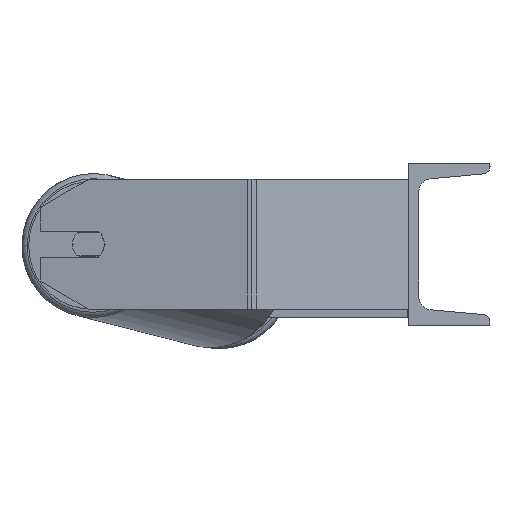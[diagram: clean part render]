
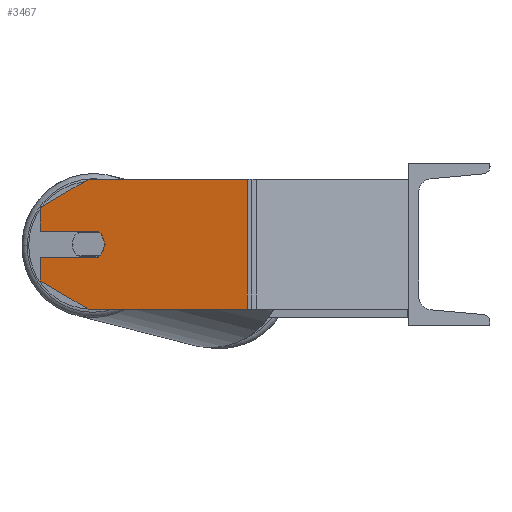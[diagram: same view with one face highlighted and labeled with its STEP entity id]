
A CAD part, left-side view. The second image highlights one B-rep face of the part: STEP entity #3467.
In plain terms, the highlighted planar face has unit normal (-0.985, 0.174, 0).
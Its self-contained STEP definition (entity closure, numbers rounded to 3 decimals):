
#80 = LINE ( 'NONE', #8718, #1076 ) ;
#156 = EDGE_CURVE ( 'NONE', #8810, #3180, #4447, .T. ) ;
#245 = DIRECTION ( 'NONE',  ( 0.174, 0.985, 0. ) ) ;
#333 = AXIS2_PLACEMENT_3D ( 'NONE', #7386, #6684, #374 ) ;
#374 = DIRECTION ( 'NONE',  ( -0.174, -0.985, 0. ) ) ;
#391 = LINE ( 'NONE', #8977, #6412 ) ;
#590 = ORIENTED_EDGE ( 'NONE', *, *, #944, .T. ) ;
#608 = CARTESIAN_POINT ( 'NONE',  ( -684.267, 197.913, -40. ) ) ;
#706 = ORIENTED_EDGE ( 'NONE', *, *, #2314, .F. ) ;
#738 = CARTESIAN_POINT ( 'NONE',  ( -684.267, 197.913, 0. ) ) ;
#744 = EDGE_CURVE ( 'NONE', #1101, #2046, #7056, .T. ) ;
#881 = PLANE ( 'NONE',  #2414 ) ;
#944 = EDGE_CURVE ( 'NONE', #3180, #4528, #8731, .T. ) ;
#966 = VECTOR ( 'NONE', #4228, 1000. ) ;
#1070 = CIRCLE ( 'NONE', #333, 10. ) ;
#1076 = VECTOR ( 'NONE', #3706, 1000. ) ;
#1101 = VERTEX_POINT ( 'NONE', #4738 ) ;
#1112 = AXIS2_PLACEMENT_3D ( 'NONE', #738, #3640, #9110 ) ;
#1354 = CARTESIAN_POINT ( 'NONE',  ( -679.057, 227.457, 8. ) ) ;
#1375 = CARTESIAN_POINT ( 'NONE',  ( -679.057, 227.457, 22.679 ) ) ;
#1444 = VECTOR ( 'NONE', #8829, 1000. ) ;
#1589 = ORIENTED_EDGE ( 'NONE', *, *, #744, .T. ) ;
#1883 = ORIENTED_EDGE ( 'NONE', *, *, #3140, .T. ) ;
#1886 = LINE ( 'NONE', #3224, #5822 ) ;
#1942 = LINE ( 'NONE', #1354, #966 ) ;
#2046 = VERTEX_POINT ( 'NONE', #5640 ) ;
#2065 = CARTESIAN_POINT ( 'NONE',  ( -679.057, 227.457, 40. ) ) ;
#2087 = VERTEX_POINT ( 'NONE', #5776 ) ;
#2314 = EDGE_CURVE ( 'NONE', #1101, #3851, #4111, .T. ) ;
#2400 = EDGE_CURVE ( 'NONE', #4528, #3985, #3118, .T. ) ;
#2414 = AXIS2_PLACEMENT_3D ( 'NONE', #3868, #6561, #245 ) ;
#2985 = VECTOR ( 'NONE', #8699, 1000. ) ;
#3113 = VERTEX_POINT ( 'NONE', #3933 ) ;
#3118 = LINE ( 'NONE', #3687, #2985 ) ;
#3140 = EDGE_CURVE ( 'NONE', #2046, #4187, #391, .T. ) ;
#3180 = VERTEX_POINT ( 'NONE', #7580 ) ;
#3224 = CARTESIAN_POINT ( 'NONE',  ( -685.309, 192.004, -8. ) ) ;
#3234 = CARTESIAN_POINT ( 'NONE',  ( -686.003, 188.065, 0. ) ) ;
#3251 = ORIENTED_EDGE ( 'NONE', *, *, #3753, .F. ) ;
#3467 = ADVANCED_FACE ( 'NONE', ( #7204 ), #881, .F. ) ;
#3640 = DIRECTION ( 'NONE',  ( -0.985, 0.174, 0. ) ) ;
#3687 = CARTESIAN_POINT ( 'NONE',  ( -679.057, 227.457, -40. ) ) ;
#3706 = DIRECTION ( 'NONE',  ( 0., 0., -1. ) ) ;
#3753 = EDGE_CURVE ( 'NONE', #3113, #6666, #7900, .T. ) ;
#3851 = VERTEX_POINT ( 'NONE', #5862 ) ;
#3868 = CARTESIAN_POINT ( 'NONE',  ( -679.057, 227.457, 40. ) ) ;
#3933 = CARTESIAN_POINT ( 'NONE',  ( -685.309, 192.004, -8. ) ) ;
#3985 = VERTEX_POINT ( 'NONE', #7552 ) ;
#4111 = LINE ( 'NONE', #2065, #8614 ) ;
#4128 = ORIENTED_EDGE ( 'NONE', *, *, #7148, .F. ) ;
#4187 = VERTEX_POINT ( 'NONE', #7691 ) ;
#4228 = DIRECTION ( 'NONE',  ( 0.174, 0.985, 0. ) ) ;
#4447 = LINE ( 'NONE', #7212, #8714 ) ;
#4479 = ORIENTED_EDGE ( 'NONE', *, *, #5352, .F. ) ;
#4528 = VERTEX_POINT ( 'NONE', #608 ) ;
#4738 = CARTESIAN_POINT ( 'NONE',  ( -684.267, 197.913, 40. ) ) ;
#4861 = ORIENTED_EDGE ( 'NONE', *, *, #7752, .F. ) ;
#5147 = EDGE_LOOP ( 'NONE', ( #8433, #590, #8771, #4861, #706, #1589, #1883, #4479, #4128, #3251, #8677 ) ) ;
#5352 = EDGE_CURVE ( 'NONE', #2087, #4187, #1942, .T. ) ;
#5640 = CARTESIAN_POINT ( 'NONE',  ( -679.057, 227.457, 22.679 ) ) ;
#5697 = DIRECTION ( 'NONE',  ( 0., 0., -1. ) ) ;
#5699 = VECTOR ( 'NONE', #7657, 1000. ) ;
#5776 = CARTESIAN_POINT ( 'NONE',  ( -685.309, 192.004, 8. ) ) ;
#5822 = VECTOR ( 'NONE', #8138, 1000. ) ;
#5862 = CARTESIAN_POINT ( 'NONE',  ( -701.592, 99.656, 40. ) ) ;
#6054 = DIRECTION ( 'NONE',  ( 0., 0., -1. ) ) ;
#6091 = CARTESIAN_POINT ( 'NONE',  ( -679.057, 227.457, -8. ) ) ;
#6412 = VECTOR ( 'NONE', #6054, 1000. ) ;
#6561 = DIRECTION ( 'NONE',  ( 0.985, -0.174, 0. ) ) ;
#6591 = CARTESIAN_POINT ( 'NONE',  ( -684.267, 197.913, -40. ) ) ;
#6666 = VERTEX_POINT ( 'NONE', #3234 ) ;
#6684 = DIRECTION ( 'NONE',  ( -0.985, 0.174, 0. ) ) ;
#7056 = LINE ( 'NONE', #1375, #5699 ) ;
#7148 = EDGE_CURVE ( 'NONE', #6666, #2087, #1070, .T. ) ;
#7204 = FACE_OUTER_BOUND ( 'NONE', #5147, .T. ) ;
#7212 = CARTESIAN_POINT ( 'NONE',  ( -679.057, 227.457, 40. ) ) ;
#7386 = CARTESIAN_POINT ( 'NONE',  ( -684.267, 197.913, 0. ) ) ;
#7552 = CARTESIAN_POINT ( 'NONE',  ( -701.592, 99.656, -40. ) ) ;
#7580 = CARTESIAN_POINT ( 'NONE',  ( -679.057, 227.457, -22.679 ) ) ;
#7657 = DIRECTION ( 'NONE',  ( 0.15, 0.853, -0.5 ) ) ;
#7691 = CARTESIAN_POINT ( 'NONE',  ( -679.057, 227.457, 8. ) ) ;
#7713 = DIRECTION ( 'NONE',  ( -0.174, -0.985, 0. ) ) ;
#7752 = EDGE_CURVE ( 'NONE', #3851, #3985, #80, .T. ) ;
#7900 = CIRCLE ( 'NONE', #1112, 10. ) ;
#8138 = DIRECTION ( 'NONE',  ( -0.174, -0.985, 0. ) ) ;
#8433 = ORIENTED_EDGE ( 'NONE', *, *, #156, .T. ) ;
#8614 = VECTOR ( 'NONE', #7713, 1000. ) ;
#8677 = ORIENTED_EDGE ( 'NONE', *, *, #8860, .F. ) ;
#8699 = DIRECTION ( 'NONE',  ( -0.174, -0.985, 0. ) ) ;
#8714 = VECTOR ( 'NONE', #5697, 1000. ) ;
#8718 = CARTESIAN_POINT ( 'NONE',  ( -701.592, 99.656, 40. ) ) ;
#8731 = LINE ( 'NONE', #6591, #1444 ) ;
#8771 = ORIENTED_EDGE ( 'NONE', *, *, #2400, .T. ) ;
#8810 = VERTEX_POINT ( 'NONE', #6091 ) ;
#8829 = DIRECTION ( 'NONE',  ( -0.15, -0.853, -0.5 ) ) ;
#8860 = EDGE_CURVE ( 'NONE', #8810, #3113, #1886, .T. ) ;
#8977 = CARTESIAN_POINT ( 'NONE',  ( -679.057, 227.457, 40. ) ) ;
#9110 = DIRECTION ( 'NONE',  ( -0.174, -0.985, 0. ) ) ;
